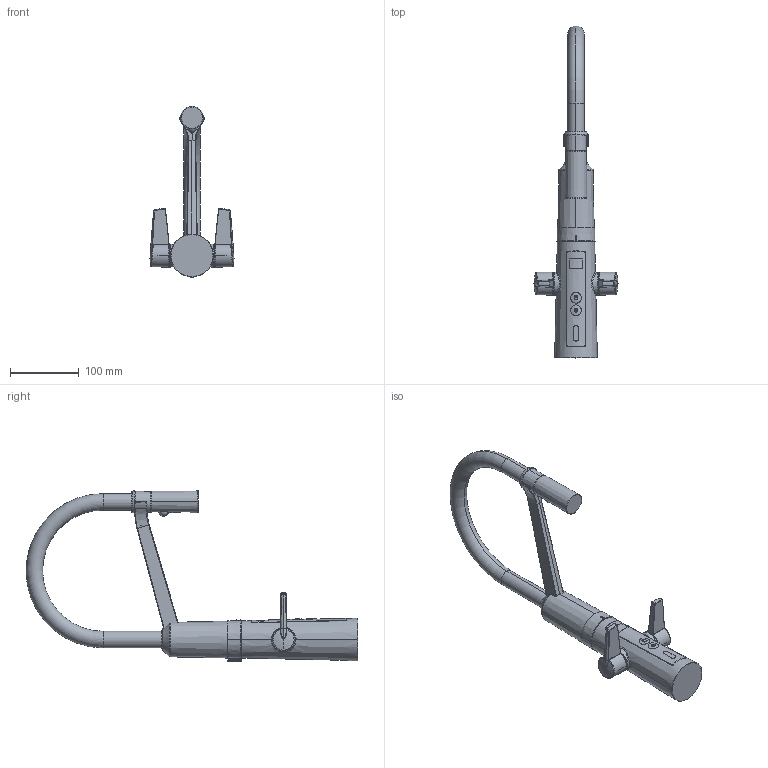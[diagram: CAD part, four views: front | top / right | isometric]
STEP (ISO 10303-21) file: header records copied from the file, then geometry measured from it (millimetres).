
FILE_DESCRIPTION (( 'STEP AP203' ), '1' );
FILE_NAME ('2729F(2017)+65262213.STEP', '2019-05-28T10:16:28', ( '' ), ( '' ), 'SwSTEP 2.0', 'SolidWorks 2016', '' );
FILE_SCHEMA (( 'CONFIG_CONTROL_DESIGN' ));
Length unit declared in the file: millimetre
Products named in the file (1): 2729F(2017)+65262213
Bounding box: 121.98 x 481.74 x 248.8 mm (x, y, z)
Volume: 1157602.7 mm3; surface area: 160638 mm2
Topology: 15 solids, 15 shells, 438 faces, 1023 edges, 618 vertices
Faces by surface type: bspline 231, torus 72, cone 48, plane 47, cylinder 38, sphere 2
Entity records: 38673 total; most frequent: CARTESIAN_POINT 30457, ORIENTED_EDGE 2018, DIRECTION 1184, EDGE_CURVE 1009, VERTEX_POINT 618, B_SPLINE_CURVE_WITH_KNOTS 547, AXIS2_PLACEMENT_3D 541, EDGE_LOOP 457
